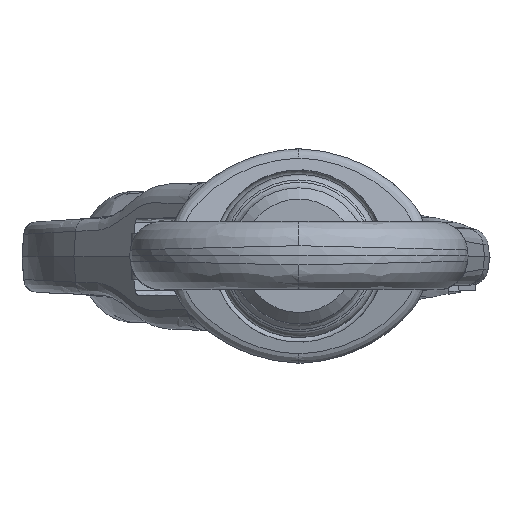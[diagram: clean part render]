
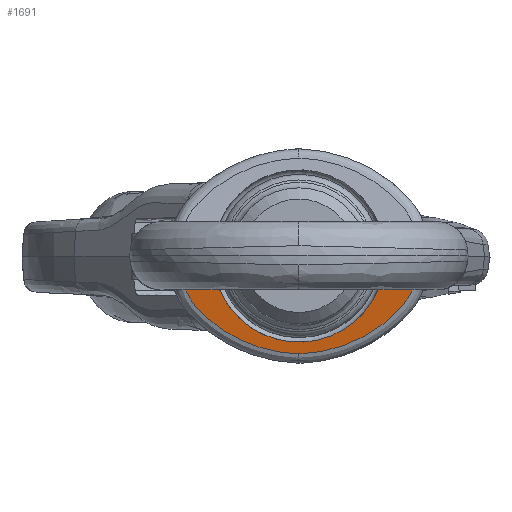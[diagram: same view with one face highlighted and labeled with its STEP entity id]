
A CAD part, top view. The second image highlights one B-rep face of the part: STEP entity #1691.
In plain terms, the highlighted planar face has unit normal (0, -0.174, 0.985).
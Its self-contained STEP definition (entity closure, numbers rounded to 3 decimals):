
#264=PLANE('',#7582);
#414=ELLIPSE('',#7581,38.586,38.);
#544=LINE('',#13268,#830);
#545=LINE('',#13300,#831);
#830=VECTOR('',#8186,1.);
#831=VECTOR('',#8187,1.);
#1279=FACE_OUTER_BOUND('',#2483,.T.);
#1691=ADVANCED_FACE('',(#1279),#264,.T.);
#2483=EDGE_LOOP('',(#3420,#3421,#3422,#3423,#3424,#3425,#3426));
#3420=ORIENTED_EDGE('',*,*,#5979,.T.);
#3421=ORIENTED_EDGE('',*,*,#5980,.F.);
#3422=ORIENTED_EDGE('',*,*,#5981,.T.);
#3423=ORIENTED_EDGE('',*,*,#5982,.T.);
#3424=ORIENTED_EDGE('',*,*,#5983,.T.);
#3425=ORIENTED_EDGE('',*,*,#5984,.T.);
#3426=ORIENTED_EDGE('',*,*,#5985,.F.);
#5187=VERTEX_POINT('',#13261);
#5188=VERTEX_POINT('',#13262);
#5189=VERTEX_POINT('',#13267);
#5190=VERTEX_POINT('',#13269);
#5191=VERTEX_POINT('',#13284);
#5192=VERTEX_POINT('',#13299);
#5193=VERTEX_POINT('',#13301);
#5979=EDGE_CURVE('',#5187,#5188,#414,.T.);
#5980=EDGE_CURVE('',#5189,#5188,#6903,.T.);
#5981=EDGE_CURVE('',#5189,#5190,#544,.T.);
#5982=EDGE_CURVE('',#5190,#5191,#6904,.T.);
#5983=EDGE_CURVE('',#5191,#5192,#6905,.T.);
#5984=EDGE_CURVE('',#5192,#5193,#545,.T.);
#5985=EDGE_CURVE('',#5187,#5193,#6906,.T.);
#6903=B_SPLINE_CURVE_WITH_KNOTS('',3,(#13263,#13264,#13265,#13266),
 .UNSPECIFIED.,.F.,.F.,(4,4),(0.,1.),.UNSPECIFIED.);
#6904=B_SPLINE_CURVE_WITH_KNOTS('',3,(#13270,#13271,#13272,#13273,#13274,
#13275,#13276,#13277,#13278,#13279,#13280,#13281,#13282,#13283),
 .UNSPECIFIED.,.F.,.F.,(4,2,2,2,2,2,4),(0.,0.125,0.25,0.5,0.75,0.875,1.),
 .UNSPECIFIED.);
#6905=B_SPLINE_CURVE_WITH_KNOTS('',3,(#13285,#13286,#13287,#13288,#13289,
#13290,#13291,#13292,#13293,#13294,#13295,#13296,#13297,#13298),
 .UNSPECIFIED.,.F.,.F.,(4,2,2,2,2,2,4),(0.,0.125,0.25,0.5,0.75,0.875,1.),
 .UNSPECIFIED.);
#6906=B_SPLINE_CURVE_WITH_KNOTS('',3,(#13302,#13303,#13304,#13305),
 .UNSPECIFIED.,.F.,.F.,(4,4),(0.,1.),.UNSPECIFIED.);
#7581=AXIS2_PLACEMENT_3D('',#13260,#8184,#8185);
#7582=AXIS2_PLACEMENT_3D('',#13306,#8188,#8189);
#8184=DIRECTION('',(0.,0.174,-0.985));
#8185=DIRECTION('',(0.,-0.985,-0.174));
#8186=DIRECTION('',(-1.,0.,0.));
#8187=DIRECTION('',(-1.,0.,0.));
#8188=DIRECTION('',(0.,-0.174,0.985));
#8189=DIRECTION('',(0.,-0.985,-0.174));
#13260=CARTESIAN_POINT('',(-12.,0.,109.5));
#13261=CARTESIAN_POINT('',(23.248,-14.197,106.997));
#13262=CARTESIAN_POINT('',(-47.248,-14.197,106.997));
#13263=CARTESIAN_POINT('',(-52.133,-15.,106.855));
#13264=CARTESIAN_POINT('',(-50.478,-15.,106.855));
#13265=CARTESIAN_POINT('',(-48.818,-14.694,106.909));
#13266=CARTESIAN_POINT('',(-47.248,-14.197,106.997));
#13267=CARTESIAN_POINT('',(-52.133,-15.,106.855));
#13268=CARTESIAN_POINT('',(-41.439,-15.,106.855));
#13269=CARTESIAN_POINT('',(-61.864,-15.,106.855));
#13270=CARTESIAN_POINT('',(-61.864,-15.,106.855));
#13271=CARTESIAN_POINT('',(-60.917,-17.306,106.448));
#13272=CARTESIAN_POINT('',(-59.639,-19.496,106.062));
#13273=CARTESIAN_POINT('',(-56.588,-23.393,105.375));
#13274=CARTESIAN_POINT('',(-54.795,-25.15,105.065));
#13275=CARTESIAN_POINT('',(-49.214,-30.191,104.177));
#13276=CARTESIAN_POINT('',(-45.159,-33.056,103.671));
#13277=CARTESIAN_POINT('',(-36.395,-37.822,102.831));
#13278=CARTESIAN_POINT('',(-31.671,-39.716,102.497));
#13279=CARTESIAN_POINT('',(-24.454,-41.655,102.155));
#13280=CARTESIAN_POINT('',(-22.011,-42.159,102.066));
#13281=CARTESIAN_POINT('',(-17.051,-42.878,101.939));
#13282=CARTESIAN_POINT('',(-14.525,-43.075,101.905));
#13283=CARTESIAN_POINT('',(-12.,-43.204,101.882));
#13284=CARTESIAN_POINT('',(-12.,-43.204,101.882));
#13285=CARTESIAN_POINT('',(-12.,-43.204,101.882));
#13286=CARTESIAN_POINT('',(-9.475,-43.075,101.905));
#13287=CARTESIAN_POINT('',(-6.949,-42.878,101.939));
#13288=CARTESIAN_POINT('',(-1.989,-42.159,102.066));
#13289=CARTESIAN_POINT('',(0.454,-41.655,102.155));
#13290=CARTESIAN_POINT('',(7.671,-39.716,102.497));
#13291=CARTESIAN_POINT('',(12.395,-37.822,102.831));
#13292=CARTESIAN_POINT('',(21.159,-33.056,103.671));
#13293=CARTESIAN_POINT('',(25.214,-30.191,104.177));
#13294=CARTESIAN_POINT('',(30.795,-25.15,105.065));
#13295=CARTESIAN_POINT('',(32.588,-23.393,105.375));
#13296=CARTESIAN_POINT('',(35.639,-19.496,106.062));
#13297=CARTESIAN_POINT('',(36.917,-17.306,106.448));
#13298=CARTESIAN_POINT('',(37.864,-15.,106.855));
#13299=CARTESIAN_POINT('',(37.864,-15.,106.855));
#13300=CARTESIAN_POINT('',(17.439,-15.,106.855));
#13301=CARTESIAN_POINT('',(28.133,-15.,106.855));
#13302=CARTESIAN_POINT('',(23.248,-14.197,106.997));
#13303=CARTESIAN_POINT('',(24.818,-14.694,106.909));
#13304=CARTESIAN_POINT('',(26.478,-15.,106.855));
#13305=CARTESIAN_POINT('',(28.133,-15.,106.855));
#13306=CARTESIAN_POINT('',(-41.439,0.,109.5));
